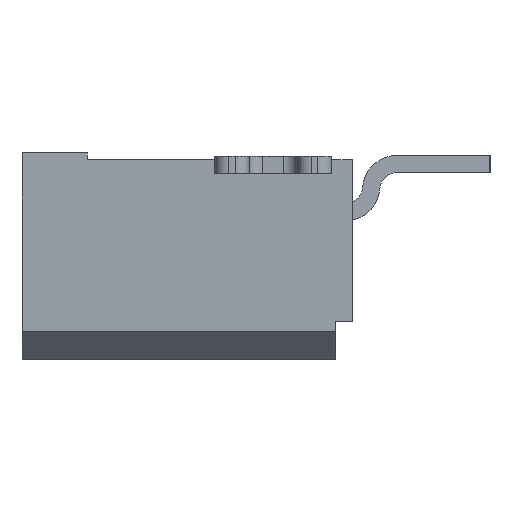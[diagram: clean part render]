
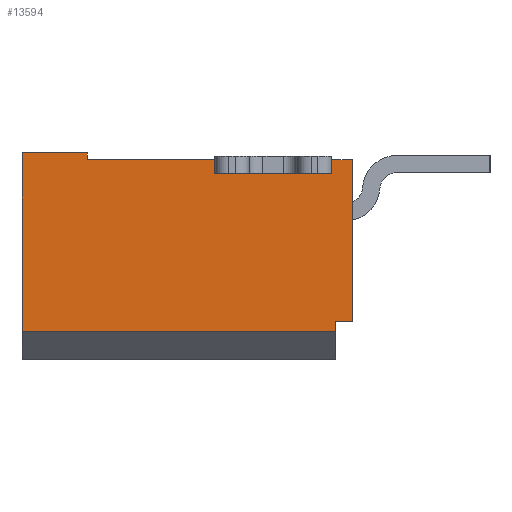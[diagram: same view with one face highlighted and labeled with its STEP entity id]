
A CAD part, left-side view. The second image highlights one B-rep face of the part: STEP entity #13594.
In plain terms, the highlighted planar face has unit normal (-1, 0, 0).
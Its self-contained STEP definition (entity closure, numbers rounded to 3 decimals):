
#598 = EDGE_CURVE ( 'NONE', #26312, #6831, #3240, .T. ) ;
#622 = DIRECTION ( 'NONE',  ( 0., 1., 0. ) ) ;
#1086 = LINE ( 'NONE', #32958, #32633 ) ;
#1121 = CARTESIAN_POINT ( 'NONE',  ( -16.9, -2.4, -1.3 ) ) ;
#1314 = CARTESIAN_POINT ( 'NONE',  ( -16.9, -4.55, -2.45 ) ) ;
#1380 = ORIENTED_EDGE ( 'NONE', *, *, #32548, .T. ) ;
#1411 = EDGE_CURVE ( 'NONE', #24802, #30347, #27097, .T. ) ;
#2211 = VERTEX_POINT ( 'NONE', #33438 ) ;
#2549 = LINE ( 'NONE', #5533, #21001 ) ;
#3048 = ORIENTED_EDGE ( 'NONE', *, *, #43990, .F. ) ;
#3240 = LINE ( 'NONE', #14011, #43279 ) ;
#4134 = DIRECTION ( 'NONE',  ( 0., 0., 1. ) ) ;
#4715 = VECTOR ( 'NONE', #38494, 1000. ) ;
#4781 = CARTESIAN_POINT ( 'NONE',  ( -16.9, -4.55, -2.6 ) ) ;
#4961 = CARTESIAN_POINT ( 'NONE',  ( -16.9, -2.8, -0.3 ) ) ;
#5014 = DIRECTION ( 'NONE',  ( 1., 0., 0. ) ) ;
#5533 = CARTESIAN_POINT ( 'NONE',  ( -16.9, -0.95, -0.1 ) ) ;
#6831 = VERTEX_POINT ( 'NONE', #11265 ) ;
#7918 = DIRECTION ( 'NONE',  ( 0., 0., -1. ) ) ;
#8844 = DIRECTION ( 'NONE',  ( 0., 1., 0. ) ) ;
#8976 = CARTESIAN_POINT ( 'NONE',  ( -16.9, -4.5, -0.3 ) ) ;
#9239 = DIRECTION ( 'NONE',  ( 0., 0., 1. ) ) ;
#9250 = CARTESIAN_POINT ( 'NONE',  ( -16.9, -0.95, 0. ) ) ;
#9502 = VERTEX_POINT ( 'NONE', #4781 ) ;
#10930 = EDGE_CURVE ( 'NONE', #42303, #25309, #31569, .T. ) ;
#11026 = VECTOR ( 'NONE', #8844, 1000. ) ;
#11265 = CARTESIAN_POINT ( 'NONE',  ( -16.9, 0., 0. ) ) ;
#11387 = EDGE_CURVE ( 'NONE', #42303, #9502, #14100, .T. ) ;
#11440 = DIRECTION ( 'NONE',  ( 0., -1., 0. ) ) ;
#11651 = FACE_OUTER_BOUND ( 'NONE', #26382, .T. ) ;
#11896 = PLANE ( 'NONE',  #27435 ) ;
#13493 = LINE ( 'NONE', #37560, #24975 ) ;
#13594 = ADVANCED_FACE ( 'NONE', ( #11651 ), #11896, .F. ) ;
#13763 = LINE ( 'NONE', #42167, #4715 ) ;
#14011 = CARTESIAN_POINT ( 'NONE',  ( -16.9, 0., -2.6 ) ) ;
#14100 = LINE ( 'NONE', #42274, #34596 ) ;
#14649 = EDGE_CURVE ( 'NONE', #2211, #41629, #13763, .T. ) ;
#16013 = ORIENTED_EDGE ( 'NONE', *, *, #24979, .T. ) ;
#16828 = LINE ( 'NONE', #4961, #18102 ) ;
#17609 = CARTESIAN_POINT ( 'NONE',  ( -16.9, -2.8, -0.1 ) ) ;
#17737 = ORIENTED_EDGE ( 'NONE', *, *, #14649, .T. ) ;
#18102 = VECTOR ( 'NONE', #9239, 1000. ) ;
#18752 = ORIENTED_EDGE ( 'NONE', *, *, #10930, .T. ) ;
#18955 = LINE ( 'NONE', #42781, #35188 ) ;
#19425 = EDGE_CURVE ( 'NONE', #24802, #40611, #13493, .T. ) ;
#19544 = CARTESIAN_POINT ( 'NONE',  ( -16.9, -4.5, -0.1 ) ) ;
#19751 = DIRECTION ( 'NONE',  ( 0., -1., 0. ) ) ;
#20308 = VERTEX_POINT ( 'NONE', #26587 ) ;
#21001 = VECTOR ( 'NONE', #19751, 1000. ) ;
#21716 = DIRECTION ( 'NONE',  ( 0., -1., 0. ) ) ;
#22631 = CARTESIAN_POINT ( 'NONE',  ( -16.9, -4.8, -0.1 ) ) ;
#23395 = VECTOR ( 'NONE', #33322, 1000. ) ;
#23504 = EDGE_CURVE ( 'NONE', #2211, #40068, #2549, .T. ) ;
#24205 = EDGE_CURVE ( 'NONE', #30347, #40068, #16828, .T. ) ;
#24802 = VERTEX_POINT ( 'NONE', #38039 ) ;
#24975 = VECTOR ( 'NONE', #37332, 1000. ) ;
#24979 = EDGE_CURVE ( 'NONE', #26312, #9502, #28650, .T. ) ;
#25309 = VERTEX_POINT ( 'NONE', #30458 ) ;
#26312 = VERTEX_POINT ( 'NONE', #32323 ) ;
#26382 = EDGE_LOOP ( 'NONE', ( #17737, #1380, #31654, #16013, #43963, #18752, #3048, #28906, #35818, #42648, #27262, #43555 ) ) ;
#26587 = CARTESIAN_POINT ( 'NONE',  ( -16.9, -4.8, -0.1 ) ) ;
#27097 = LINE ( 'NONE', #8976, #23395 ) ;
#27262 = ORIENTED_EDGE ( 'NONE', *, *, #24205, .T. ) ;
#27435 = AXIS2_PLACEMENT_3D ( 'NONE', #1121, #5014, #32310 ) ;
#27897 = CARTESIAN_POINT ( 'NONE',  ( -16.9, -4.55, -2.45 ) ) ;
#28650 = LINE ( 'NONE', #42859, #45242 ) ;
#28906 = ORIENTED_EDGE ( 'NONE', *, *, #41263, .T. ) ;
#30347 = VERTEX_POINT ( 'NONE', #30988 ) ;
#30458 = CARTESIAN_POINT ( 'NONE',  ( -16.9, -4.8, -2.45 ) ) ;
#30988 = CARTESIAN_POINT ( 'NONE',  ( -16.9, -2.8, -0.3 ) ) ;
#31569 = LINE ( 'NONE', #27897, #38208 ) ;
#31654 = ORIENTED_EDGE ( 'NONE', *, *, #598, .F. ) ;
#32310 = DIRECTION ( 'NONE',  ( 0., 1., 0. ) ) ;
#32323 = CARTESIAN_POINT ( 'NONE',  ( -16.9, 0., -2.6 ) ) ;
#32548 = EDGE_CURVE ( 'NONE', #41629, #6831, #1086, .T. ) ;
#32633 = VECTOR ( 'NONE', #622, 1000. ) ;
#32958 = CARTESIAN_POINT ( 'NONE',  ( -16.9, -0.95, 0. ) ) ;
#33322 = DIRECTION ( 'NONE',  ( 0., 1., 0. ) ) ;
#33438 = CARTESIAN_POINT ( 'NONE',  ( -16.9, -0.95, -0.1 ) ) ;
#34596 = VECTOR ( 'NONE', #35408, 1000. ) ;
#35188 = VECTOR ( 'NONE', #7918, 1000. ) ;
#35408 = DIRECTION ( 'NONE',  ( 0., 0., -1. ) ) ;
#35818 = ORIENTED_EDGE ( 'NONE', *, *, #19425, .F. ) ;
#37332 = DIRECTION ( 'NONE',  ( 0., 0., 1. ) ) ;
#37560 = CARTESIAN_POINT ( 'NONE',  ( -16.9, -4.5, -0.3 ) ) ;
#38039 = CARTESIAN_POINT ( 'NONE',  ( -16.9, -4.5, -0.3 ) ) ;
#38208 = VECTOR ( 'NONE', #21716, 1000. ) ;
#38494 = DIRECTION ( 'NONE',  ( 0., 0., 1. ) ) ;
#40068 = VERTEX_POINT ( 'NONE', #17609 ) ;
#40255 = LINE ( 'NONE', #22631, #11026 ) ;
#40611 = VERTEX_POINT ( 'NONE', #19544 ) ;
#41263 = EDGE_CURVE ( 'NONE', #20308, #40611, #40255, .T. ) ;
#41629 = VERTEX_POINT ( 'NONE', #9250 ) ;
#42167 = CARTESIAN_POINT ( 'NONE',  ( -16.9, -0.95, -0.1 ) ) ;
#42274 = CARTESIAN_POINT ( 'NONE',  ( -16.9, -4.55, -2.45 ) ) ;
#42303 = VERTEX_POINT ( 'NONE', #1314 ) ;
#42648 = ORIENTED_EDGE ( 'NONE', *, *, #1411, .T. ) ;
#42781 = CARTESIAN_POINT ( 'NONE',  ( -16.9, -4.8, -0.1 ) ) ;
#42859 = CARTESIAN_POINT ( 'NONE',  ( -16.9, 0., -2.6 ) ) ;
#43279 = VECTOR ( 'NONE', #4134, 1000. ) ;
#43555 = ORIENTED_EDGE ( 'NONE', *, *, #23504, .F. ) ;
#43963 = ORIENTED_EDGE ( 'NONE', *, *, #11387, .F. ) ;
#43990 = EDGE_CURVE ( 'NONE', #20308, #25309, #18955, .T. ) ;
#45242 = VECTOR ( 'NONE', #11440, 1000. ) ;
